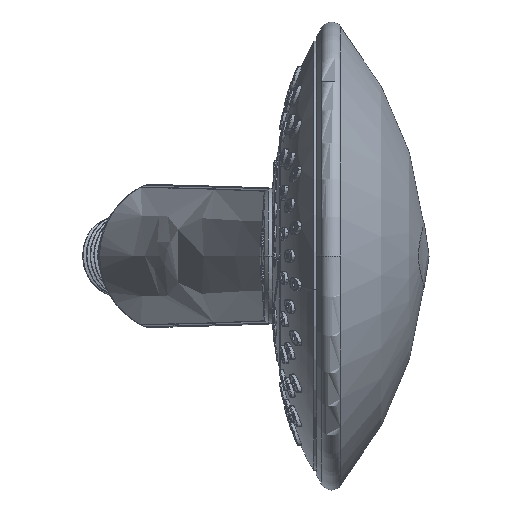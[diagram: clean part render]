
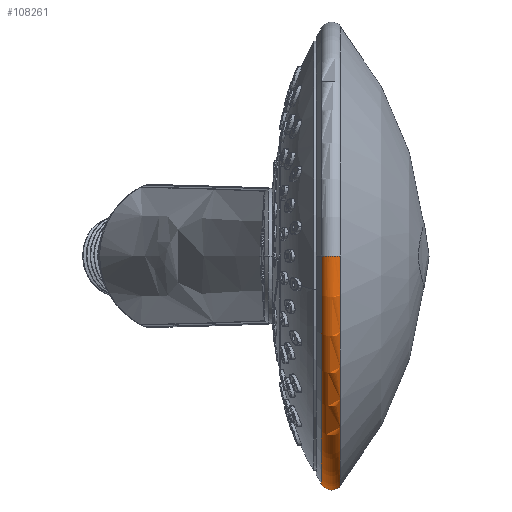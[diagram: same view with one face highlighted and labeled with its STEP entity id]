
A CAD part, left-side view. The second image highlights one B-rep face of the part: STEP entity #108261.
In plain terms, the highlighted toroidal (fillet/blend) face has major radius 58 mm and minor radius 3 mm.
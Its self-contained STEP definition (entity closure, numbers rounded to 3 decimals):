
#44919=CARTESIAN_POINT('',(0.,-2.287,0.));
#44920=DIRECTION('',(0.,-1.,0.));
#44921=DIRECTION('',(-1.,0.,0.));
#44922=AXIS2_PLACEMENT_3D('',#44919,#44920,#44921);
#45129=CARTESIAN_POINT('',(58.65,0.,
-16.767));
#45130=CARTESIAN_POINT('',(59.142,0.,
-15.048));
#45131=CARTESIAN_POINT('',(59.975,-0.008,
-11.56));
#45132=CARTESIAN_POINT('',(60.76,0.039,
-6.238));
#45133=CARTESIAN_POINT('',(60.971,-0.051,
-2.624));
#45134=CARTESIAN_POINT('',(60.995,0.01,
-0.812));
#45136=CARTESIAN_POINT('',(60.995,0.01,
-0.812));
#45137=CARTESIAN_POINT('',(60.994,0.009,
-0.843));
#45138=CARTESIAN_POINT('',(60.996,0.012,
-0.738));
#45139=CARTESIAN_POINT('',(61.,0.016,
-0.301));
#45140=CARTESIAN_POINT('',(61.,0.016,
0.));
#45142=CARTESIAN_POINT('',(58.,0.,0.));
#45143=DIRECTION('',(0.,0.,-1.));
#45144=DIRECTION('',(0.485,0.874,0.));
#45145=AXIS2_PLACEMENT_3D('',#45142,#45143,#45144);
#45147=CARTESIAN_POINT('',(0.,2.623,0.));
#45148=DIRECTION('',(0.,-1.,0.));
#45149=DIRECTION('',(-1.,0.,0.));
#45150=AXIS2_PLACEMENT_3D('',#45147,#45148,#45149);
#45152=CARTESIAN_POINT('',(-58.,0.,0.));
#45153=DIRECTION('',(0.,0.,1.));
#45154=DIRECTION('',(-0.485,0.874,0.));
#45155=AXIS2_PLACEMENT_3D('',#45152,#45153,#45154);
#45157=CARTESIAN_POINT('',(57.554,-2.287,
-16.749));
#45158=CARTESIAN_POINT('',(57.612,-2.24,
-16.75));
#45159=CARTESIAN_POINT('',(57.724,-2.141,
-16.752));
#45160=CARTESIAN_POINT('',(57.88,-1.981,
-16.755));
#45161=CARTESIAN_POINT('',(58.023,-1.812,
-16.757));
#45162=CARTESIAN_POINT('',(58.153,-1.634,
-16.759));
#45163=CARTESIAN_POINT('',(58.268,-1.448,
-16.761));
#45164=CARTESIAN_POINT('',(58.369,-1.254,
-16.762));
#45165=CARTESIAN_POINT('',(58.455,-1.054,
-16.764));
#45166=CARTESIAN_POINT('',(58.526,-0.849,
-16.765));
#45167=CARTESIAN_POINT('',(58.581,-0.641,
-16.766));
#45168=CARTESIAN_POINT('',(58.621,-0.429,
-16.766));
#45169=CARTESIAN_POINT('',(58.645,-0.214,
-16.767));
#45170=CARTESIAN_POINT('',(58.65,-0.071,
-16.767));
#45171=CARTESIAN_POINT('',(58.65,0.,
-16.767));
#48906=CARTESIAN_POINT('',(-59.456,2.623,0.));
#48908=VERTEX_POINT('',#48906);
#48909=CARTESIAN_POINT('',(-59.942,-2.287,0.));
#48910=VERTEX_POINT('',#48909);
#48912=CARTESIAN_POINT('',(59.456,2.623,0.));
#48914=VERTEX_POINT('',#48912);
#48915=CARTESIAN_POINT('',(61.,0.016,
0.));
#48916=VERTEX_POINT('',#48915);
#48929=CARTESIAN_POINT('',(57.554,-2.287,
-16.749));
#48931=VERTEX_POINT('',#48929);
#48935=VERTEX_POINT('',#45129);
#48936=VERTEX_POINT('',#45134);
#108244=CARTESIAN_POINT('',(0.,0.,0.));
#108245=DIRECTION('',(0.,1.,0.));
#108246=DIRECTION('',(1.,0.,0.));
#108247=AXIS2_PLACEMENT_3D('',#108244,#108245,#108246);
#108248=TOROIDAL_SURFACE('',#108247,58.,3.);
#108249=ORIENTED_EDGE('',*,*,#108235,.T.);
#108250=ORIENTED_EDGE('',*,*,#107440,.T.);
#108252=ORIENTED_EDGE('',*,*,#108251,.F.);
#108254=ORIENTED_EDGE('',*,*,#108253,.F.);
#108256=ORIENTED_EDGE('',*,*,#108255,.T.);
#108257=ORIENTED_EDGE('',*,*,#107996,.T.);
#108258=ORIENTED_EDGE('',*,*,#108188,.T.);
#108259=EDGE_LOOP('',(#108249,#108250,#108252,#108254,#108256,#108257,#108258));
#108260=FACE_OUTER_BOUND('',#108259,.F.);
#108261=ADVANCED_FACE('',(#108260),#108248,.T.);
#44923=CIRCLE('',#44922,59.942);
#45135=B_SPLINE_CURVE_WITH_KNOTS('',3,(#45129,#45130,#45131,#45132,#45133,
#45134),.UNSPECIFIED.,.F.,.F.,(4,1,1,4),(0.,0.333,
0.667,1.),.UNSPECIFIED.);
#45141=B_SPLINE_CURVE_WITH_KNOTS('',3,(#45136,#45137,#45138,#45139,#45140),
.UNSPECIFIED.,.F.,.F.,(4,1,4),(0.,0.5,1.),.UNSPECIFIED.);
#45146=CIRCLE('',#45145,3.);
#45151=CIRCLE('',#45150,59.456);
#45156=CIRCLE('',#45155,3.);
#45172=B_SPLINE_CURVE_WITH_KNOTS('',3,(#45157,#45158,#45159,#45160,#45161,
#45162,#45163,#45164,#45165,#45166,#45167,#45168,#45169,#45170,#45171),
.UNSPECIFIED.,.F.,.F.,(4,1,1,1,1,1,1,1,1,1,1,1,4),(0.,0.083,
0.167,0.25,0.333,0.417,0.5,
0.583,0.667,0.75,0.833,0.917,
1.),.UNSPECIFIED.);
#107440=EDGE_CURVE('',#48936,#48916,#45141,.T.);
#107996=EDGE_CURVE('',#48910,#48931,#44923,.T.);
#108188=EDGE_CURVE('',#48931,#48935,#45172,.T.);
#108235=EDGE_CURVE('',#48935,#48936,#45135,.T.);
#108251=EDGE_CURVE('',#48914,#48916,#45146,.T.);
#108253=EDGE_CURVE('',#48908,#48914,#45151,.T.);
#108255=EDGE_CURVE('',#48908,#48910,#45156,.T.);
